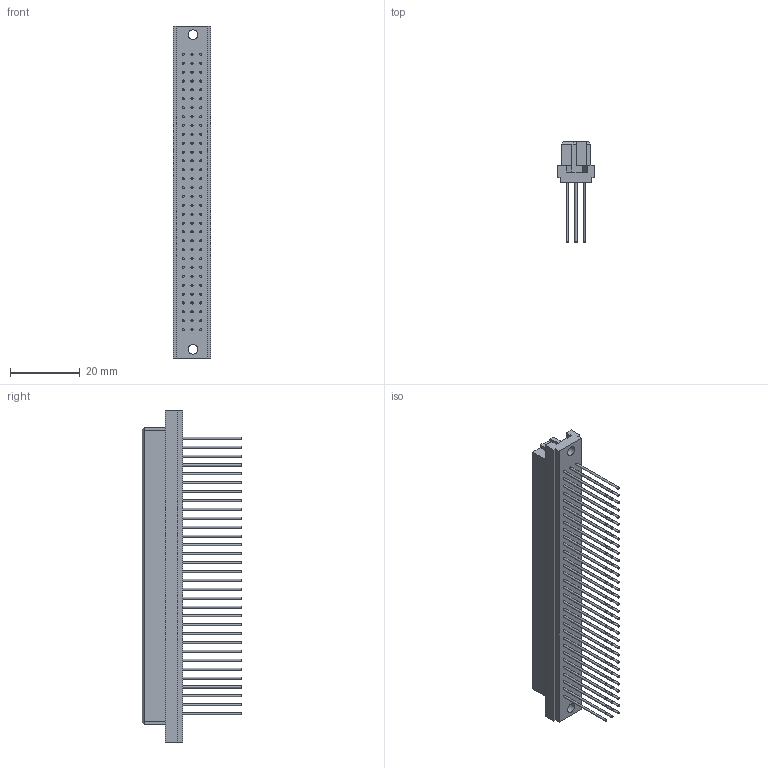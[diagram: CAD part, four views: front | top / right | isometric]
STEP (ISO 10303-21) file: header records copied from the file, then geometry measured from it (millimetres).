
FILE_DESCRIPTION(/* description */ (''),/* implementation_level */ '2;1');
FILE_NAME(/* name */ '100083165ugm000_b.stp',/* time_stamp */ '2016-06-07T07:12:49+02:00',/* author */ (''),/* organization */ (''),/* preprocessor_version */ 'ST-DEVELOPER v16',/* originating_system */ 'SIEMENS PLM Software NX 10.0',/* authorisation */ '');
FILE_SCHEMA (('AUTOMOTIVE_DESIGN { 1 0 10303 214 3 1 1 1 }'));
Length unit declared in the file: millimetre
Products named in the file (1): 100083165ugm000_b
Bounding box: 10.6 x 28.6 x 95 mm (x, y, z)
Volume: 9632.9 mm3; surface area: 7557.4 mm2
Topology: 1 solids, 1 shells, 722 faces, 1576 edges, 1048 vertices
Faces by surface type: plane 624, cylinder 98
Full cylindrical faces by diameter (mm): 0.6 x96, 2.8 x2
Entity records: 22753 total; most frequent: CARTESIAN_POINT 3249, DIRECTION 3120, ORIENTED_EDGE 2956, EDGE_CURVE 1478, LINE 1282, VECTOR 1282, VERTEX_POINT 1048, EDGE_LOOP 1016
